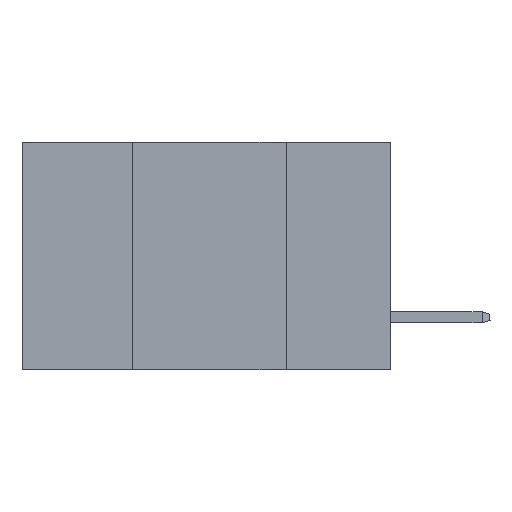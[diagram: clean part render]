
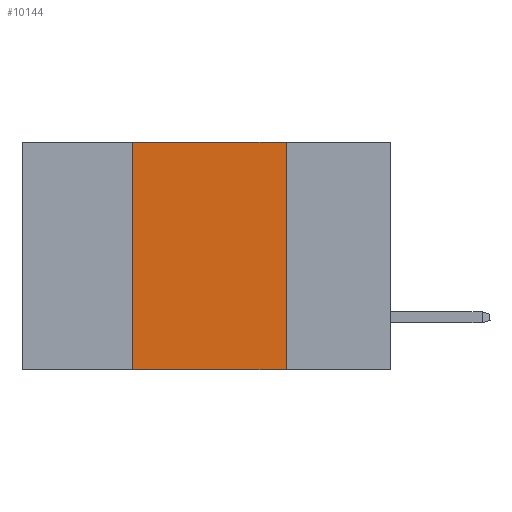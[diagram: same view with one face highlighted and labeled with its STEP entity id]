
A CAD part, left-side view. The second image highlights one B-rep face of the part: STEP entity #10144.
In plain terms, the highlighted planar face has unit normal (-1, 0, 0).
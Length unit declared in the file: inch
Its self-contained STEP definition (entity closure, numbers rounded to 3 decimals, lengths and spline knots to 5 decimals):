
#195 = VECTOR ( 'NONE', #30654, 39.37008 ) ;
#1158 = DIRECTION ( 'NONE',  ( 0., -1., 0. ) ) ;
#1189 = CARTESIAN_POINT ( 'NONE',  ( 0., 0.17, 0. ) ) ;
#1945 = DIRECTION ( 'NONE',  ( 1., 0., 0. ) ) ;
#2308 = PLANE ( 'NONE',  #43339 ) ;
#4107 = VECTOR ( 'NONE', #34536, 39.37008 ) ;
#4142 = VECTOR ( 'NONE', #1158, 39.37008 ) ;
#6701 = CARTESIAN_POINT ( 'NONE',  ( 0., 0.6, -0.37 ) ) ;
#7139 = ORIENTED_EDGE ( 'NONE', *, *, #44865, .F. ) ;
#9382 = CARTESIAN_POINT ( 'NONE',  ( 0., 0.6, 0. ) ) ;
#9394 = LINE ( 'NONE', #6701, #48567 ) ;
#9502 = LINE ( 'NONE', #19943, #4107 ) ;
#9559 = DIRECTION ( 'NONE',  ( 0., 0., -1. ) ) ;
#10144 = ADVANCED_FACE ( 'NONE', ( #34247 ), #2308, .F. ) ;
#10690 = ORIENTED_EDGE ( 'NONE', *, *, #28834, .F. ) ;
#12738 = VERTEX_POINT ( 'NONE', #20676 ) ;
#14447 = ORIENTED_EDGE ( 'NONE', *, *, #43472, .F. ) ;
#19269 = CARTESIAN_POINT ( 'NONE',  ( 0., 0.6, 0. ) ) ;
#19697 = VERTEX_POINT ( 'NONE', #32911 ) ;
#19931 = CARTESIAN_POINT ( 'NONE',  ( 0., 0.42, 0. ) ) ;
#19943 = CARTESIAN_POINT ( 'NONE',  ( 0., 0.17, 0. ) ) ;
#20676 = CARTESIAN_POINT ( 'NONE',  ( 0., 0.17, -0.37 ) ) ;
#24285 = LINE ( 'NONE', #19269, #4142 ) ;
#28834 = EDGE_CURVE ( 'NONE', #47218, #31624, #24285, .T. ) ;
#30654 = DIRECTION ( 'NONE',  ( 0., 0., 1. ) ) ;
#31624 = VERTEX_POINT ( 'NONE', #1189 ) ;
#32911 = CARTESIAN_POINT ( 'NONE',  ( 0., 0.42, -0.37 ) ) ;
#34247 = FACE_OUTER_BOUND ( 'NONE', #45863, .T. ) ;
#34536 = DIRECTION ( 'NONE',  ( 0., 0., -1. ) ) ;
#37142 = EDGE_CURVE ( 'NONE', #19697, #12738, #9394, .T. ) ;
#37315 = ORIENTED_EDGE ( 'NONE', *, *, #37142, .T. ) ;
#38674 = DIRECTION ( 'NONE',  ( 0., -1., 0. ) ) ;
#43339 = AXIS2_PLACEMENT_3D ( 'NONE', #9382, #1945, #9559 ) ;
#43472 = EDGE_CURVE ( 'NONE', #19697, #47218, #45809, .T. ) ;
#44865 = EDGE_CURVE ( 'NONE', #31624, #12738, #9502, .T. ) ;
#45743 = CARTESIAN_POINT ( 'NONE',  ( 0., 0.42, 0. ) ) ;
#45809 = LINE ( 'NONE', #45743, #195 ) ;
#45863 = EDGE_LOOP ( 'NONE', ( #7139, #10690, #14447, #37315 ) ) ;
#47218 = VERTEX_POINT ( 'NONE', #19931 ) ;
#48567 = VECTOR ( 'NONE', #38674, 39.37008 ) ;
